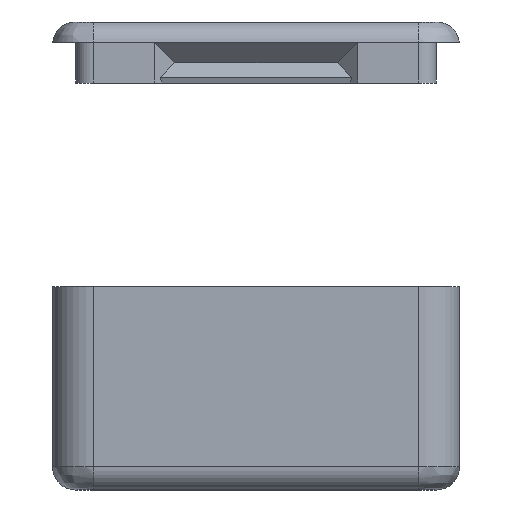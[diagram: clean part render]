
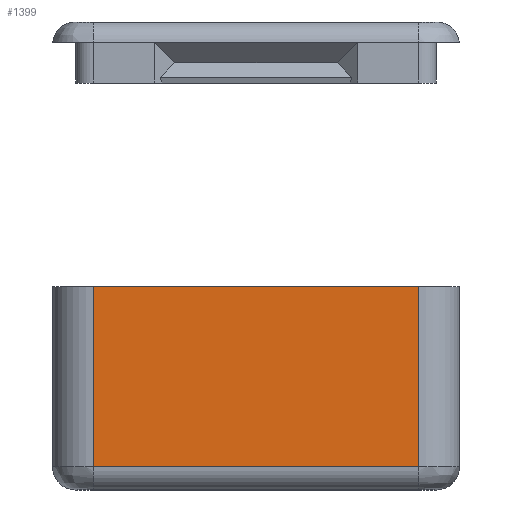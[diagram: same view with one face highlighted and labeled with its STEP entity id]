
A CAD part, front view. The second image highlights one B-rep face of the part: STEP entity #1399.
In plain terms, the highlighted planar face has unit normal (0, -1, 0).
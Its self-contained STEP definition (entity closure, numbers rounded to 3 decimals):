
#34=PLANE('',#1521);
#104=FACE_OUTER_BOUND('',#185,.T.);
#185=EDGE_LOOP('',(#994,#995,#996,#997));
#266=LINE('',#2116,#420);
#268=LINE('',#2131,#422);
#270=LINE('',#2137,#424);
#271=LINE('',#2138,#425);
#420=VECTOR('',#1676,10.);
#422=VECTOR('',#1684,10.);
#424=VECTOR('',#1690,10.);
#425=VECTOR('',#1691,10.);
#633=VERTEX_POINT('',#2108);
#635=VERTEX_POINT('',#2114);
#636=VERTEX_POINT('',#2130);
#638=VERTEX_POINT('',#2136);
#772=EDGE_CURVE('',#635,#633,#266,.T.);
#776=EDGE_CURVE('',#633,#636,#268,.T.);
#779=EDGE_CURVE('',#638,#635,#270,.T.);
#780=EDGE_CURVE('',#636,#638,#271,.T.);
#994=ORIENTED_EDGE('',*,*,#772,.F.);
#995=ORIENTED_EDGE('',*,*,#779,.F.);
#996=ORIENTED_EDGE('',*,*,#780,.F.);
#997=ORIENTED_EDGE('',*,*,#776,.F.);
#1399=ADVANCED_FACE('',(#104),#34,.T.);
#1521=AXIS2_PLACEMENT_3D('',#2135,#1688,#1689);
#1676=DIRECTION('',(-1.,0.,0.));
#1684=DIRECTION('',(0.,0.,1.));
#1688=DIRECTION('center_axis',(0.,-1.,0.));
#1689=DIRECTION('ref_axis',(1.,0.,0.));
#1690=DIRECTION('',(0.,0.,-1.));
#1691=DIRECTION('',(1.,0.,0.));
#2108=CARTESIAN_POINT('',(3.,0.,1.7));
#2114=CARTESIAN_POINT('',(27.,0.,1.7));
#2116=CARTESIAN_POINT('',(7.5,0.,1.7));
#2130=CARTESIAN_POINT('',(3.,0.,15.));
#2131=CARTESIAN_POINT('',(3.,0.,0.));
#2135=CARTESIAN_POINT('Origin',(0.,0.,0.));
#2136=CARTESIAN_POINT('',(27.,0.,15.));
#2137=CARTESIAN_POINT('',(27.,0.,0.));
#2138=CARTESIAN_POINT('',(0.,0.,15.));
